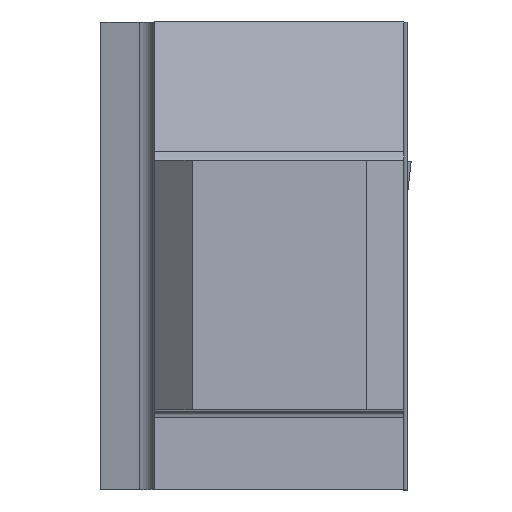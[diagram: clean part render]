
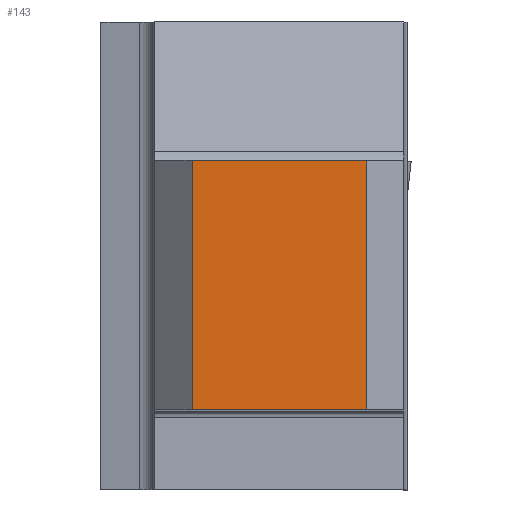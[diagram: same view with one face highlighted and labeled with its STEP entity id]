
A CAD part, top view. The second image highlights one B-rep face of the part: STEP entity #143.
In plain terms, the highlighted planar face has unit normal (0, 0, 1).
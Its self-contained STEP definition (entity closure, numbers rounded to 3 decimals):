
#143=ADVANCED_FACE('CU_BACK_SU1',(#255),#203,.F.);
#203=PLANE('',#1408);
#255=FACE_OUTER_BOUND('',#318,.T.);
#318=EDGE_LOOP('',(#495,#496,#497,#498));
#495=ORIENTED_EDGE('',*,*,#930,.F.);
#496=ORIENTED_EDGE('',*,*,#931,.T.);
#497=ORIENTED_EDGE('',*,*,#932,.T.);
#498=ORIENTED_EDGE('',*,*,#928,.F.);
#793=VERTEX_POINT('',#1952);
#794=VERTEX_POINT('',#1954);
#795=VERTEX_POINT('',#1958);
#796=VERTEX_POINT('',#1960);
#928=EDGE_CURVE('',#793,#794,#1090,.T.);
#930=EDGE_CURVE('',#795,#793,#1092,.T.);
#931=EDGE_CURVE('',#795,#796,#1093,.T.);
#932=EDGE_CURVE('',#796,#794,#1094,.T.);
#1090=LINE('',#1953,#1232);
#1092=LINE('',#1957,#1234);
#1093=LINE('',#1959,#1235);
#1094=LINE('',#1961,#1236);
#1232=VECTOR('',#1590,1.);
#1234=VECTOR('',#1594,1.);
#1235=VECTOR('',#1595,1.);
#1236=VECTOR('',#1596,1.);
#1408=AXIS2_PLACEMENT_3D('',#1962,#1597,#1598);
#1590=DIRECTION('',(1.,0.,0.));
#1594=DIRECTION('',(0.,1.,0.));
#1595=DIRECTION('',(1.,0.,0.));
#1596=DIRECTION('',(0.,1.,0.));
#1597=DIRECTION('',(0.,0.,-1.));
#1598=DIRECTION('',(-1.,0.,0.));
#1952=CARTESIAN_POINT('',(3.,19.925,0.));
#1953=CARTESIAN_POINT('',(-110.,19.925,0.));
#1954=CARTESIAN_POINT('',(16.925,19.925,0.));
#1957=CARTESIAN_POINT('',(3.,0.,0.));
#1958=CARTESIAN_POINT('',(3.,0.,0.));
#1959=CARTESIAN_POINT('',(-110.,0.,0.));
#1960=CARTESIAN_POINT('',(16.925,0.,0.));
#1961=CARTESIAN_POINT('',(16.925,0.,0.));
#1962=CARTESIAN_POINT('',(43.554,39.925,0.));
